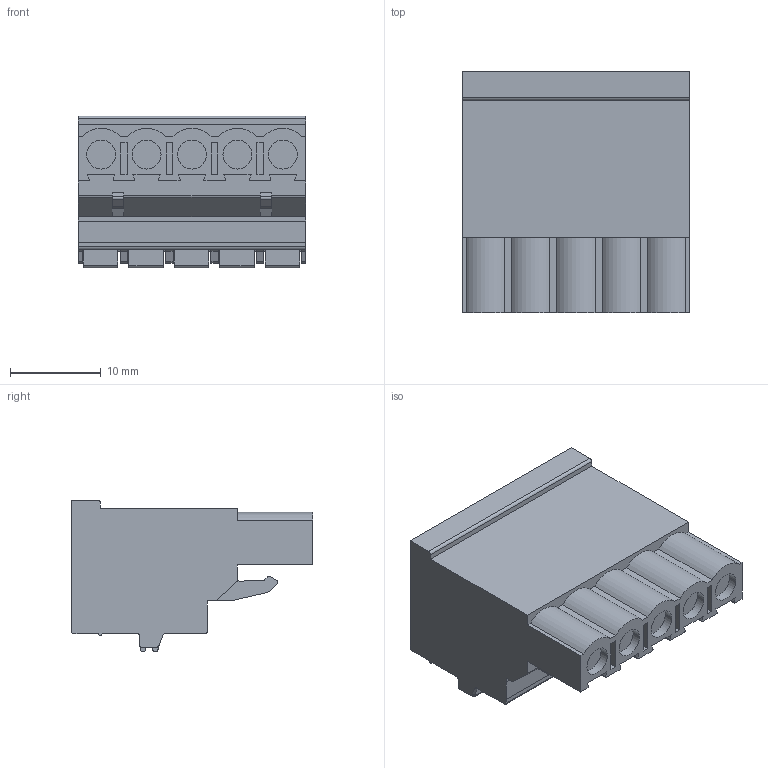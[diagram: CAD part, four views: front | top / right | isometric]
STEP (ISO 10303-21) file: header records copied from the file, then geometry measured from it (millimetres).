
FILE_DESCRIPTION((''),'2;1');
FILE_NAME('PRT0007','2024-09-21T15:34:23',('tluser'),(''),'CREO PARAMETRIC BY PTC INC, 2018100','CREO PARAMETRIC BY PTC INC, 2018100','');
FILE_SCHEMA(('CONFIG_CONTROL_DESIGN'));
Length unit declared in the file: millimetre
Products named in the file (1): PRT0007
Bounding box: 25.1 x 26.6 x 16.7 mm (x, y, z)
Volume: 6938.1 mm3; surface area: 3313.9 mm2
Topology: 1 solids, 1 shells, 312 faces, 822 edges, 548 vertices
Faces by surface type: plane 208, cylinder 104
Entity records: 9672 total; most frequent: CARTESIAN_POINT 1682, DIRECTION 1654, ORIENTED_EDGE 1644, EDGE_CURVE 822, VECTOR 614, LINE 614, VERTEX_POINT 548, AXIS2_PLACEMENT_3D 520
